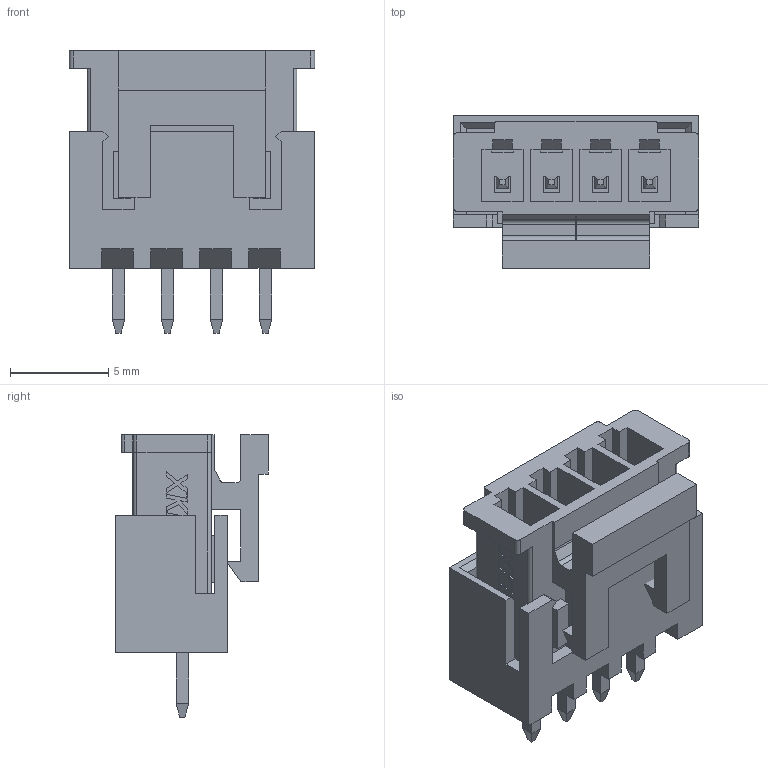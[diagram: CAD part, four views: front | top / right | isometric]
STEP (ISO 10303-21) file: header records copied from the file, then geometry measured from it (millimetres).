
FILE_DESCRIPTION (( 'STEP AP203' ), '1' );
FILE_NAME ('Assem38.STEP', '2025-05-26T11:00:43', ( '' ), ( '' ), 'SwSTEP 2.0', 'SolidWorks 2022', '' );
FILE_SCHEMA (( 'CONFIG_CONTROL_DESIGN' ));
Length unit declared in the file: millimetre
Products named in the file (3): x8821h-04l-n0; XH-04A; Assem38
Assembly tree (2 placements, depth 2):
  Assem38
    XH-04A
    x8821h-04l-n0
Bounding box: 12.5 x 7.79 x 14.4 mm (x, y, z)
Volume: 469.7 mm3; surface area: 1489.7 mm2
Topology: 2 solids, 2 shells, 372 faces, 1033 edges, 672 vertices
Faces by surface type: plane 348, cylinder 24
Entity records: 11983 total; most frequent: CARTESIAN_POINT 2103, ORIENTED_EDGE 2066, DIRECTION 1833, EDGE_CURVE 1033, LINE 983, VECTOR 983, VERTEX_POINT 672, AXIS2_PLACEMENT_3D 425
